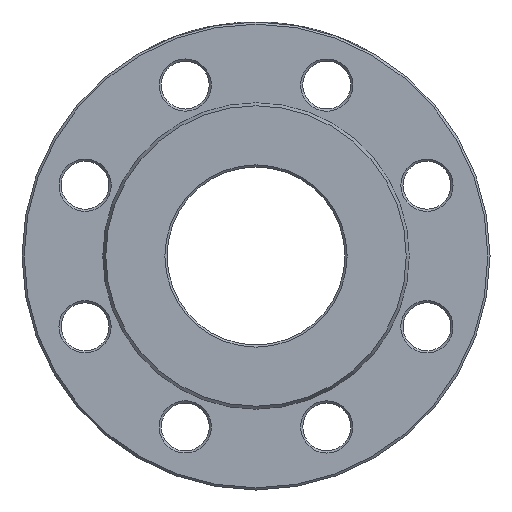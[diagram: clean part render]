
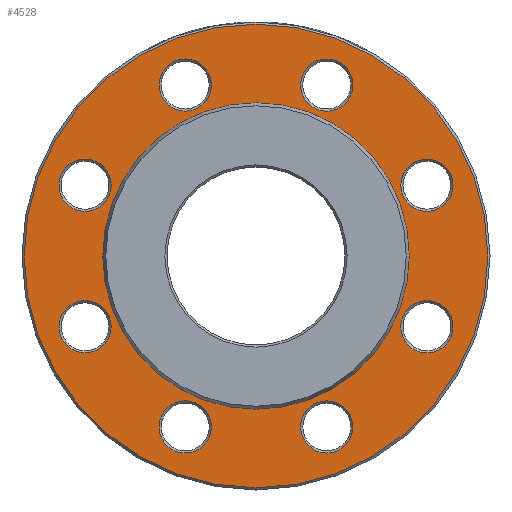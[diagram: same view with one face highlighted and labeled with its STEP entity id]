
A CAD part, left-side view. The second image highlights one B-rep face of the part: STEP entity #4528.
In plain terms, the highlighted planar face has unit normal (-1, 0, 0).
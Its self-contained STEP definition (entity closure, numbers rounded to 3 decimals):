
#59 = DIRECTION ( 'NONE',  ( 1., 0., 0. ) ) ;
#86 = ORIENTED_EDGE ( 'NONE', *, *, #6216, .T. ) ;
#328 = FACE_BOUND ( 'NONE', #5458, .T. ) ;
#381 = CIRCLE ( 'NONE', #6538, 12. ) ;
#503 = DIRECTION ( 'NONE',  ( 0., -0.707, 0.707 ) ) ;
#589 = AXIS2_PLACEMENT_3D ( 'NONE', #3893, #4891, #3748 ) ;
#610 = CARTESIAN_POINT ( 'NONE',  ( 3., 0., -106.5 ) ) ;
#678 = VERTEX_POINT ( 'NONE', #4867 ) ;
#715 = CARTESIAN_POINT ( 'NONE',  ( 3., 0., 70.399 ) ) ;
#762 = EDGE_LOOP ( 'NONE', ( #3295 ) ) ;
#776 = FACE_BOUND ( 'NONE', #762, .T. ) ;
#789 = EDGE_CURVE ( 'NONE', #4665, #4665, #2023, .T. ) ;
#808 = FACE_BOUND ( 'NONE', #2984, .T. ) ;
#871 = AXIS2_PLACEMENT_3D ( 'NONE', #3716, #59, #5925 ) ;
#925 = DIRECTION ( 'NONE',  ( 0., 0., 1. ) ) ;
#1086 = ORIENTED_EDGE ( 'NONE', *, *, #1741, .T. ) ;
#1118 = VERTEX_POINT ( 'NONE', #610 ) ;
#1141 = DIRECTION ( 'NONE',  ( 0., 0., -1. ) ) ;
#1152 = VERTEX_POINT ( 'NONE', #6497 ) ;
#1158 = CARTESIAN_POINT ( 'NONE',  ( 3., -32.528, -78.53 ) ) ;
#1195 = DIRECTION ( 'NONE',  ( 1., 0., 0. ) ) ;
#1216 = DIRECTION ( 'NONE',  ( 0., 0., 1. ) ) ;
#1225 = CARTESIAN_POINT ( 'NONE',  ( 3., -44.528, -78.53 ) ) ;
#1266 = CARTESIAN_POINT ( 'NONE',  ( 3., 87.015, 24.043 ) ) ;
#1363 = CARTESIAN_POINT ( 'NONE',  ( 3., 0., 0. ) ) ;
#1398 = DIRECTION ( 'NONE',  ( 0., 0.707, -0.707 ) ) ;
#1543 = CARTESIAN_POINT ( 'NONE',  ( 3., -78.53, -32.528 ) ) ;
#1601 = DIRECTION ( 'NONE',  ( -1., 0., 0. ) ) ;
#1715 = CARTESIAN_POINT ( 'NONE',  ( 3., -87.015, -24.043 ) ) ;
#1741 = EDGE_CURVE ( 'NONE', #1118, #1118, #3501, .T. ) ;
#1749 = DIRECTION ( 'NONE',  ( 0., 0., -1. ) ) ;
#1751 = VERTEX_POINT ( 'NONE', #2823 ) ;
#1777 = DIRECTION ( 'NONE',  ( 1., 0., 0. ) ) ;
#1805 = EDGE_CURVE ( 'NONE', #1751, #1751, #3823, .T. ) ;
#1987 = VERTEX_POINT ( 'NONE', #4589 ) ;
#2009 = CIRCLE ( 'NONE', #3000, 12. ) ;
#2023 = CIRCLE ( 'NONE', #589, 12. ) ;
#2078 = AXIS2_PLACEMENT_3D ( 'NONE', #2253, #1601, #1141 ) ;
#2128 = CIRCLE ( 'NONE', #5642, 12. ) ;
#2253 = CARTESIAN_POINT ( 'NONE',  ( 3., 0., 0. ) ) ;
#2421 = EDGE_LOOP ( 'NONE', ( #4828 ) ) ;
#2434 = PLANE ( 'NONE',  #5004 ) ;
#2476 = CIRCLE ( 'NONE', #4207, 70.399 ) ;
#2540 = DIRECTION ( 'NONE',  ( 1., 0., 0. ) ) ;
#2823 = CARTESIAN_POINT ( 'NONE',  ( 3., 24.043, -87.015 ) ) ;
#2888 = DIRECTION ( 'NONE',  ( 0., 0., -1. ) ) ;
#2984 = EDGE_LOOP ( 'NONE', ( #6507 ) ) ;
#3000 = AXIS2_PLACEMENT_3D ( 'NONE', #4051, #4472, #925 ) ;
#3015 = CARTESIAN_POINT ( 'NONE',  ( 3., 78.53, 32.528 ) ) ;
#3192 = DIRECTION ( 'NONE',  ( 1., 0., 0. ) ) ;
#3295 = ORIENTED_EDGE ( 'NONE', *, *, #6132, .F. ) ;
#3322 = EDGE_CURVE ( 'NONE', #1152, #1152, #6608, .T. ) ;
#3387 = FACE_BOUND ( 'NONE', #3690, .T. ) ;
#3436 = EDGE_LOOP ( 'NONE', ( #5092 ) ) ;
#3501 = CIRCLE ( 'NONE', #2078, 106.5 ) ;
#3625 = DIRECTION ( 'NONE',  ( 1., 0., 0. ) ) ;
#3679 = ORIENTED_EDGE ( 'NONE', *, *, #1805, .T. ) ;
#3690 = EDGE_LOOP ( 'NONE', ( #5865 ) ) ;
#3700 = DIRECTION ( 'NONE',  ( 0., 1., 0. ) ) ;
#3716 = CARTESIAN_POINT ( 'NONE',  ( 3., 32.528, -78.53 ) ) ;
#3748 = DIRECTION ( 'NONE',  ( 0., 0.707, 0.707 ) ) ;
#3823 = CIRCLE ( 'NONE', #871, 12. ) ;
#3893 = CARTESIAN_POINT ( 'NONE',  ( 3., -32.528, 78.53 ) ) ;
#3993 = CIRCLE ( 'NONE', #4861, 12. ) ;
#3996 = CIRCLE ( 'NONE', #6751, 12. ) ;
#4051 = CARTESIAN_POINT ( 'NONE',  ( 3., -78.53, 32.528 ) ) ;
#4101 = EDGE_LOOP ( 'NONE', ( #86 ) ) ;
#4207 = AXIS2_PLACEMENT_3D ( 'NONE', #1363, #6568, #1216 ) ;
#4349 = VERTEX_POINT ( 'NONE', #1225 ) ;
#4393 = DIRECTION ( 'NONE',  ( 0., -1., 0. ) ) ;
#4472 = DIRECTION ( 'NONE',  ( 1., 0., 0. ) ) ;
#4520 = FACE_BOUND ( 'NONE', #5831, .T. ) ;
#4528 = ADVANCED_FACE ( 'NONE', ( #5519, #4520, #808, #6001, #5040, #3387, #328, #5483, #6483, #776 ), #2434, .F. ) ;
#4589 = CARTESIAN_POINT ( 'NONE',  ( 3., -78.53, 44.528 ) ) ;
#4665 = VERTEX_POINT ( 'NONE', #6250 ) ;
#4705 = CARTESIAN_POINT ( 'NONE',  ( 3., 32.528, 78.53 ) ) ;
#4725 = EDGE_CURVE ( 'NONE', #4349, #4349, #3996, .T. ) ;
#4796 = ORIENTED_EDGE ( 'NONE', *, *, #3322, .T. ) ;
#4828 = ORIENTED_EDGE ( 'NONE', *, *, #6681, .T. ) ;
#4861 = AXIS2_PLACEMENT_3D ( 'NONE', #1543, #3625, #503 ) ;
#4867 = CARTESIAN_POINT ( 'NONE',  ( 3., 44.528, 78.53 ) ) ;
#4891 = DIRECTION ( 'NONE',  ( 1., 0., 0. ) ) ;
#4972 = EDGE_CURVE ( 'NONE', #6423, #6423, #3993, .T. ) ;
#5004 = AXIS2_PLACEMENT_3D ( 'NONE', #5926, #1777, #2888 ) ;
#5040 = FACE_BOUND ( 'NONE', #3436, .T. ) ;
#5092 = ORIENTED_EDGE ( 'NONE', *, *, #4972, .T. ) ;
#5267 = AXIS2_PLACEMENT_3D ( 'NONE', #6011, #6457, #1749 ) ;
#5421 = VERTEX_POINT ( 'NONE', #715 ) ;
#5458 = EDGE_LOOP ( 'NONE', ( #3679 ) ) ;
#5483 = FACE_BOUND ( 'NONE', #6173, .T. ) ;
#5519 = FACE_BOUND ( 'NONE', #4101, .T. ) ;
#5603 = EDGE_CURVE ( 'NONE', #678, #678, #2128, .T. ) ;
#5642 = AXIS2_PLACEMENT_3D ( 'NONE', #4705, #3192, #3700 ) ;
#5831 = EDGE_LOOP ( 'NONE', ( #6042 ) ) ;
#5865 = ORIENTED_EDGE ( 'NONE', *, *, #4725, .T. ) ;
#5873 = EDGE_LOOP ( 'NONE', ( #1086 ) ) ;
#5925 = DIRECTION ( 'NONE',  ( 0., -0.707, -0.707 ) ) ;
#5926 = CARTESIAN_POINT ( 'NONE',  ( 3., 70.399, 0. ) ) ;
#5978 = VERTEX_POINT ( 'NONE', #1266 ) ;
#6001 = FACE_BOUND ( 'NONE', #2421, .T. ) ;
#6011 = CARTESIAN_POINT ( 'NONE',  ( 3., 78.53, -32.528 ) ) ;
#6042 = ORIENTED_EDGE ( 'NONE', *, *, #5603, .T. ) ;
#6132 = EDGE_CURVE ( 'NONE', #5421, #5421, #2476, .T. ) ;
#6173 = EDGE_LOOP ( 'NONE', ( #4796 ) ) ;
#6216 = EDGE_CURVE ( 'NONE', #5978, #5978, #381, .T. ) ;
#6250 = CARTESIAN_POINT ( 'NONE',  ( 3., -24.043, 87.015 ) ) ;
#6423 = VERTEX_POINT ( 'NONE', #1715 ) ;
#6457 = DIRECTION ( 'NONE',  ( 1., 0., 0. ) ) ;
#6483 = FACE_OUTER_BOUND ( 'NONE', #5873, .T. ) ;
#6497 = CARTESIAN_POINT ( 'NONE',  ( 3., 78.53, -44.528 ) ) ;
#6507 = ORIENTED_EDGE ( 'NONE', *, *, #789, .T. ) ;
#6538 = AXIS2_PLACEMENT_3D ( 'NONE', #3015, #2540, #1398 ) ;
#6568 = DIRECTION ( 'NONE',  ( -1., 0., 0. ) ) ;
#6608 = CIRCLE ( 'NONE', #5267, 12. ) ;
#6681 = EDGE_CURVE ( 'NONE', #1987, #1987, #2009, .T. ) ;
#6751 = AXIS2_PLACEMENT_3D ( 'NONE', #1158, #1195, #4393 ) ;
